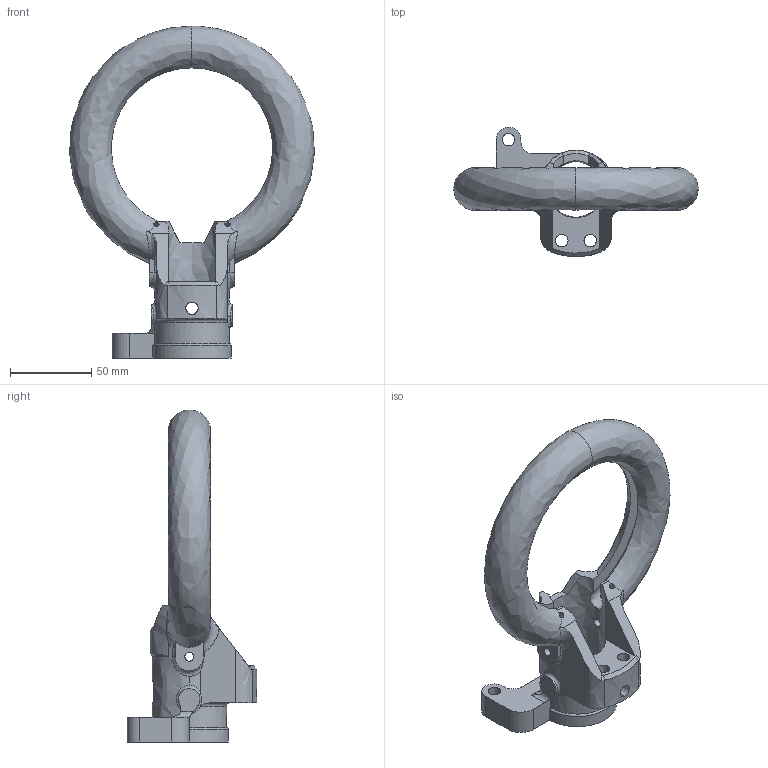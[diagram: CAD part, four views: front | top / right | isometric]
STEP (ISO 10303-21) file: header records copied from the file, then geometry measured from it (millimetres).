
FILE_DESCRIPTION(('FreeCAD Model'),'2;1');
FILE_NAME('Open CASCADE Shape Model','2025-04-26T17:04:13',('FreeCAD'),( 'FreeCAD'),'Open CASCADE STEP processor 7.6','FreeCAD','Unknown');
FILE_SCHEMA(('AUTOMOTIVE_DESIGN { 1 0 10303 214 1 1 1 1 }'));
Length unit declared in the file: millimetre
Products named in the file (1): Open CASCADE STEP translator 7.6 1
Bounding box: 150.63 x 79.74 x 204.27 mm (x, y, z)
Volume: 226753.8 mm3; surface area: 69993 mm2
Topology: 1 solids, 1 shells, 122 faces, 361 edges, 233 vertices
Faces by surface type: bspline 122
Entity records: 11248 total; most frequent: CARTESIAN_POINT 9225, ORIENTED_EDGE 722, EDGE_CURVE 361, B_SPLINE_CURVE_WITH_KNOTS 247, VERTEX_POINT 233, FACE_BOUND 138, EDGE_LOOP 138, ADVANCED_FACE 122
